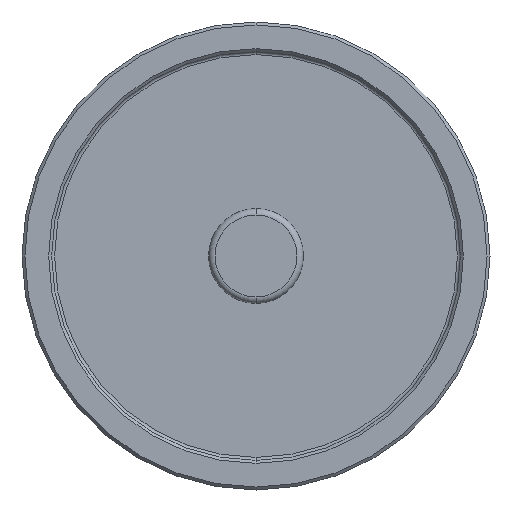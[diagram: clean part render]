
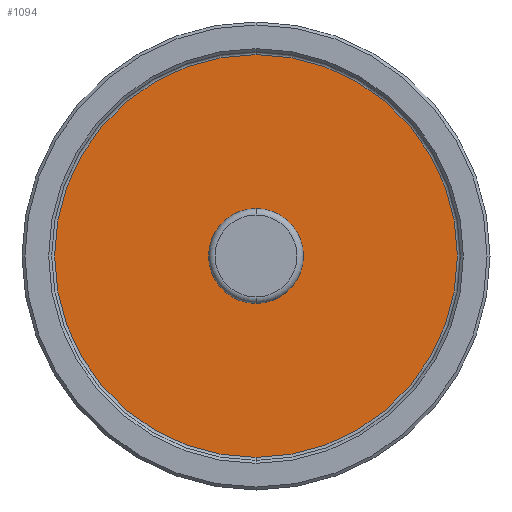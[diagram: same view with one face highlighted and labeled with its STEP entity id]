
A CAD part, front view. The second image highlights one B-rep face of the part: STEP entity #1094.
In plain terms, the highlighted planar face has unit normal (0, -1, 0).
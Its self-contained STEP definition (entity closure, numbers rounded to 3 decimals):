
#3 = CIRCLE ( 'NONE', #146, 34. ) ;
#40 = CARTESIAN_POINT ( 'NONE',  ( 39.5, 5., 0. ) ) ;
#44 = ORIENTED_EDGE ( 'NONE', *, *, #558, .T. ) ;
#46 = DIRECTION ( 'NONE',  ( 0., -1., 0. ) ) ;
#96 = CIRCLE ( 'NONE', #931, 8. ) ;
#141 = CARTESIAN_POINT ( 'NONE',  ( 39.5, 5., 0. ) ) ;
#145 = DIRECTION ( 'NONE',  ( 0., 0., -1. ) ) ;
#146 = AXIS2_PLACEMENT_3D ( 'NONE', #40, #46, #390 ) ;
#174 = PLANE ( 'NONE',  #1530 ) ;
#185 = CIRCLE ( 'NONE', #1150, 34. ) ;
#270 = ORIENTED_EDGE ( 'NONE', *, *, #1105, .T. ) ;
#319 = DIRECTION ( 'NONE',  ( 0., 0., -1. ) ) ;
#326 = CARTESIAN_POINT ( 'NONE',  ( 39.5, 5., 0. ) ) ;
#339 = EDGE_LOOP ( 'NONE', ( #489, #405 ) ) ;
#390 = DIRECTION ( 'NONE',  ( 0., 0., -1. ) ) ;
#405 = ORIENTED_EDGE ( 'NONE', *, *, #1518, .T. ) ;
#485 = FACE_BOUND ( 'NONE', #989, .T. ) ;
#489 = ORIENTED_EDGE ( 'NONE', *, *, #541, .T. ) ;
#500 = DIRECTION ( 'NONE',  ( 0., 1., 0. ) ) ;
#541 = EDGE_CURVE ( 'NONE', #1281, #820, #185, .T. ) ;
#558 = EDGE_CURVE ( 'NONE', #1353, #920, #96, .T. ) ;
#570 = CARTESIAN_POINT ( 'NONE',  ( 39.5, 5., 8. ) ) ;
#757 = DIRECTION ( 'NONE',  ( 0., -1., 0. ) ) ;
#820 = VERTEX_POINT ( 'NONE', #1192 ) ;
#832 = CARTESIAN_POINT ( 'NONE',  ( 39.5, 5., -34. ) ) ;
#865 = FACE_OUTER_BOUND ( 'NONE', #339, .T. ) ;
#920 = VERTEX_POINT ( 'NONE', #570 ) ;
#931 = AXIS2_PLACEMENT_3D ( 'NONE', #141, #500, #1123 ) ;
#981 = CARTESIAN_POINT ( 'NONE',  ( 39.5, 5., -8. ) ) ;
#989 = EDGE_LOOP ( 'NONE', ( #44, #270 ) ) ;
#1039 = DIRECTION ( 'NONE',  ( 0., -1., 0. ) ) ;
#1094 = ADVANCED_FACE ( 'NONE', ( #865, #485 ), #174, .T. ) ;
#1105 = EDGE_CURVE ( 'NONE', #920, #1353, #1481, .T. ) ;
#1123 = DIRECTION ( 'NONE',  ( 0., 0., -1. ) ) ;
#1150 = AXIS2_PLACEMENT_3D ( 'NONE', #1476, #757, #145 ) ;
#1176 = AXIS2_PLACEMENT_3D ( 'NONE', #326, #1184, #319 ) ;
#1184 = DIRECTION ( 'NONE',  ( 0., 1., 0. ) ) ;
#1192 = CARTESIAN_POINT ( 'NONE',  ( 39.5, 5., 34. ) ) ;
#1281 = VERTEX_POINT ( 'NONE', #832 ) ;
#1353 = VERTEX_POINT ( 'NONE', #981 ) ;
#1399 = CARTESIAN_POINT ( 'NONE',  ( 5., 5., 0. ) ) ;
#1476 = CARTESIAN_POINT ( 'NONE',  ( 39.5, 5., 0. ) ) ;
#1481 = CIRCLE ( 'NONE', #1176, 8. ) ;
#1517 = DIRECTION ( 'NONE',  ( 0., 0., -1. ) ) ;
#1518 = EDGE_CURVE ( 'NONE', #820, #1281, #3, .T. ) ;
#1530 = AXIS2_PLACEMENT_3D ( 'NONE', #1399, #1039, #1517 ) ;
